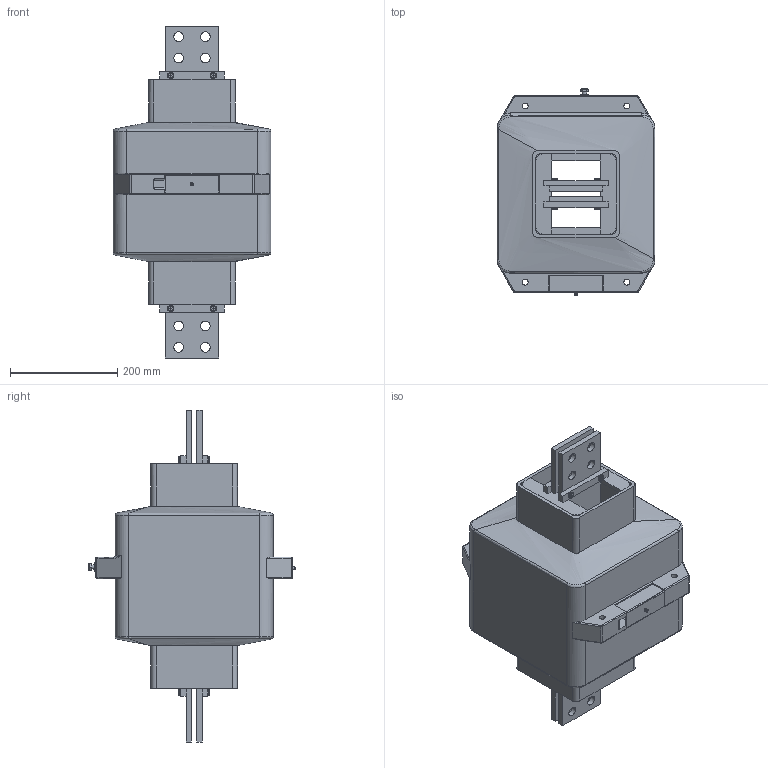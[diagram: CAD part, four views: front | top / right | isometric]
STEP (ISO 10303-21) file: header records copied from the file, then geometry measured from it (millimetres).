
FILE_DESCRIPTION (( 'STEP AP214' ), '1' );
FILE_NAME ('22208-021_ARM-20d_2500A.STEP', '2026-03-17T11:09:38', ( '' ), ( '' ), 'SwSTEP 2.0', 'SolidWorks 2020', '' );
FILE_SCHEMA (( 'AUTOMOTIVE_DESIGN' ));
Length unit declared in the file: millimetre
Products named in the file (1): 22208-021_ARM-20d_2500A
Bounding box: 295 x 385 x 620 mm (x, y, z)
Volume: 20127959.1 mm3; surface area: 1119517.9 mm2
Topology: 2 solids, 11 shells, 516 faces, 1411 edges, 907 vertices
Faces by surface type: plane 297, cylinder 161, torus 26, bspline 22, cone 10
Entity records: 24986 total; most frequent: CARTESIAN_POINT 8851, ORIENTED_EDGE 2814, DIRECTION 2689, EDGE_CURVE 1407, LINE 951, VECTOR 951, VERTEX_POINT 907, AXIS2_PLACEMENT_3D 869
